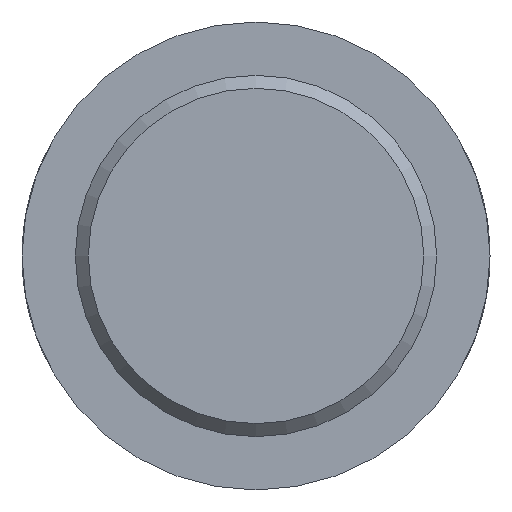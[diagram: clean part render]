
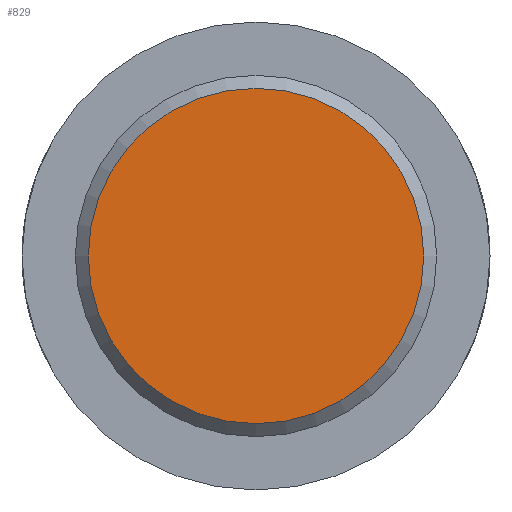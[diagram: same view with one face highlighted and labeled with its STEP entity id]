
A CAD part, front view. The second image highlights one B-rep face of the part: STEP entity #829.
In plain terms, the highlighted planar face has unit normal (0, -1, 0).
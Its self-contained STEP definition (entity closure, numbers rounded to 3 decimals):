
#101=PLANE('',#901);
#148=FACE_OUTER_BOUND('',#199,.T.);
#199=EDGE_LOOP('',(#573));
#329=CIRCLE('',#896,3.225);
#345=VERTEX_POINT('',#1128);
#432=EDGE_CURVE('',#345,#345,#329,.T.);
#573=ORIENTED_EDGE('',*,*,#432,.F.);
#829=ADVANCED_FACE('',(#148),#101,.T.);
#896=AXIS2_PLACEMENT_3D('',#1129,#962,#963);
#901=AXIS2_PLACEMENT_3D('',#1139,#974,#975);
#962=DIRECTION('center_axis',(0.,1.,0.));
#963=DIRECTION('ref_axis',(-1.,0.,0.));
#974=DIRECTION('center_axis',(0.,-1.,0.));
#975=DIRECTION('ref_axis',(-1.,0.,0.));
#1128=CARTESIAN_POINT('',(3.225,0.,50.));
#1129=CARTESIAN_POINT('Origin',(0.,0.,50.));
#1139=CARTESIAN_POINT('Origin',(0.,0.,50.));
